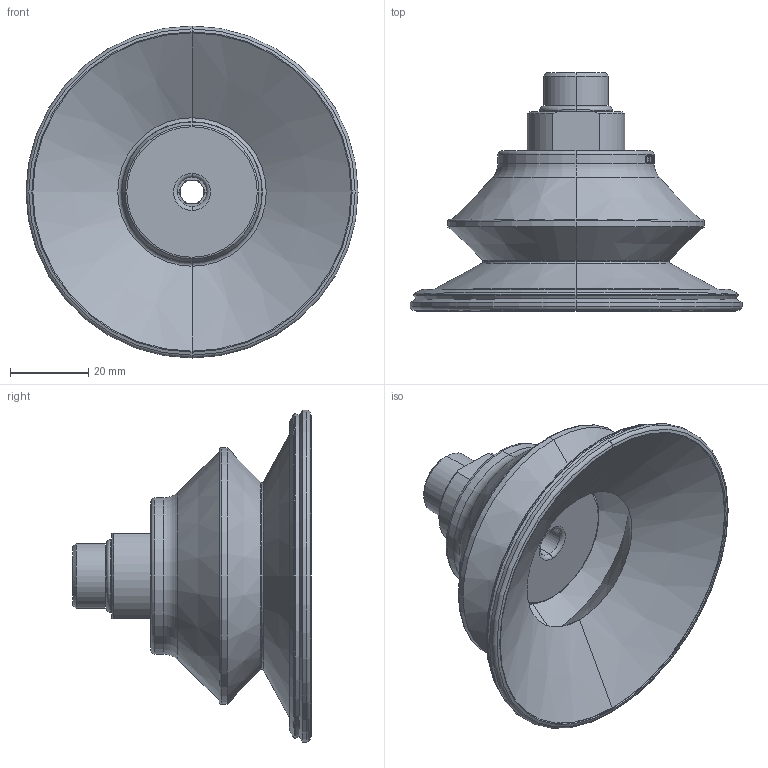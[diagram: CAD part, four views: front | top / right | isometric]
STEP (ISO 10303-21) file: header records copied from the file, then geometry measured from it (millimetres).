
FILE_DESCRIPTION(('STEP AP214'),'1');
FILE_NAME('COVAL_CBC85M38G.stp','2017-12-27T16:15:13',('TraceParts'),('TraceParts S.A.'),'Spatial InterOp 3D',' ',' ');
FILE_SCHEMA(('automotive_design'));
Length unit declared in the file: millimetre
Products named in the file (2): COVAL_CBC85M38G_1; COVAL_CBC85M38G_2
Bounding box: 85 x 61 x 85 mm (x, y, z)
Volume: 56176.9 mm3; surface area: 28462.4 mm2
Topology: 3 solids, 3 shells, 177 faces, 395 edges, 238 vertices
Faces by surface type: plane 41, cylinder 37, torus 36, cone 34, bspline 29
Entity records: 10008 total; most frequent: CARTESIAN_POINT 4751, ORIENTED_EDGE 790, DIRECTION 776, EDGE_CURVE 395, AXIS2_PLACEMENT_3D 330, VERTEX_POINT 238, EDGE_LOOP 197, CIRCLE 180
